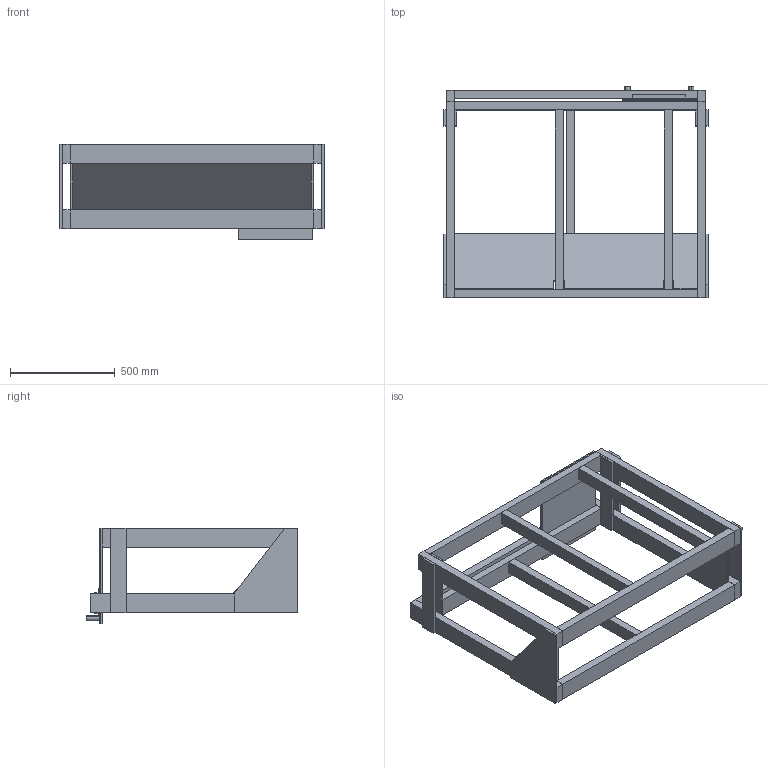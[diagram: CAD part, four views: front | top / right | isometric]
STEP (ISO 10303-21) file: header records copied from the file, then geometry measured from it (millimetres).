
FILE_DESCRIPTION (( 'STEP AP214' ), '1' );
FILE_NAME ('TE-23060.STEP', '2022-12-29T17:52:38', ( '' ), ( '' ), 'SwSTEP 2.0', 'SolidWorks 2022', '' );
FILE_SCHEMA (( 'AUTOMOTIVE_DESIGN' ));
Length unit declared in the file: inch
Products named in the file (17): TE-23074; TE-23069; TE-23061; TE-23068; TE-23060; TE-23066; TE-23071; Hook_1_10; TE-23073; TE-23064_rear frame; TE-23065; Loop_1_10; TE-23063; TE-23072; TE-23070; TE-23067; TE-23062
Assembly tree (34 placements, depth 3):
  TE-23060
    TE-23061
      TE-23063  x2
      TE-23062  x2
      TE-23072  x2
    TE-23064_rear frame
      TE-23062  x3
      TE-23072
      TE-23065  x2
    TE-23066
      TE-23067  x2
    TE-23070  x2
    TE-23069  x2
    TE-23071
    TE-23073  x4
    TE-23068  x2
    Hook_1_10  x2
    Loop_1_10  x2
    TE-23074  x2
Bounding box: 1262.06 x 1011.24 x 454.02 mm (x, y, z)
Volume: 48862998.1 mm3; surface area: 5647586.9 mm2
Topology: 31 solids, 31 shells, 196 faces, 402 edges, 268 vertices
Faces by surface type: plane 192, cylinder 4
Entity records: 3183 total; most frequent: DIRECTION 441, CARTESIAN_POINT 432, ORIENTED_EDGE 366, EDGE_CURVE 183, LINE 179, VECTOR 179, AXIS2_PLACEMENT_3D 131, VERTEX_POINT 122
